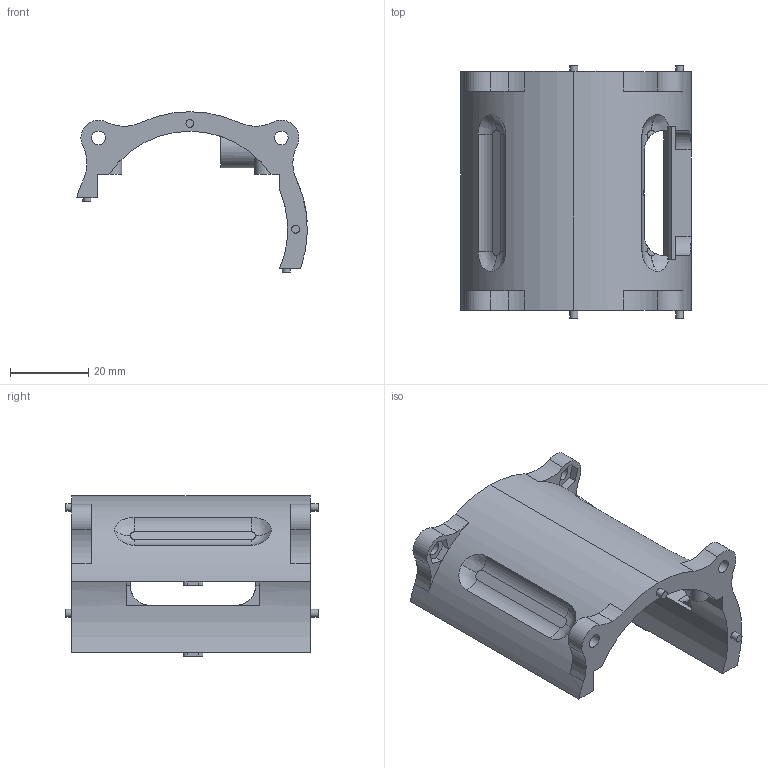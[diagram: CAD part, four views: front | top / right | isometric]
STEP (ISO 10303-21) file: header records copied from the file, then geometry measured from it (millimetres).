
FILE_DESCRIPTION(('HOOPS Exchange Step'),'2;1');
FILE_NAME('temp_export','2024-01-13T20:06:33+09:00',('mobile'),('Shapr3D Limited'),'HOOPS Exchange 2023.2','Shapr3D','Authorized');
FILE_SCHEMA( ('AUTOMOTIVE_DESIGN { 1 0 10303 214 1 1 1 1 }') );
Length unit declared in the file: millimetre
Products named in the file (1): Upper
Bounding box: 58.9 x 64.5 x 41 mm (x, y, z)
Volume: 23795.2 mm3; surface area: 13180.9 mm2
Topology: 1 solids, 1 shells, 145 faces, 398 edges, 264 vertices
Faces by surface type: plane 82, cylinder 51, bspline 12
Full cylindrical faces by diameter (mm): 1 x3, 2 x4, 3.5 x5
Entity records: 7927 total; most frequent: CARTESIAN_POINT 4196, ORIENTED_EDGE 796, DIRECTION 748, EDGE_CURVE 398, AXIS2_PLACEMENT_3D 265, VERTEX_POINT 264, VECTOR 218, LINE 218
